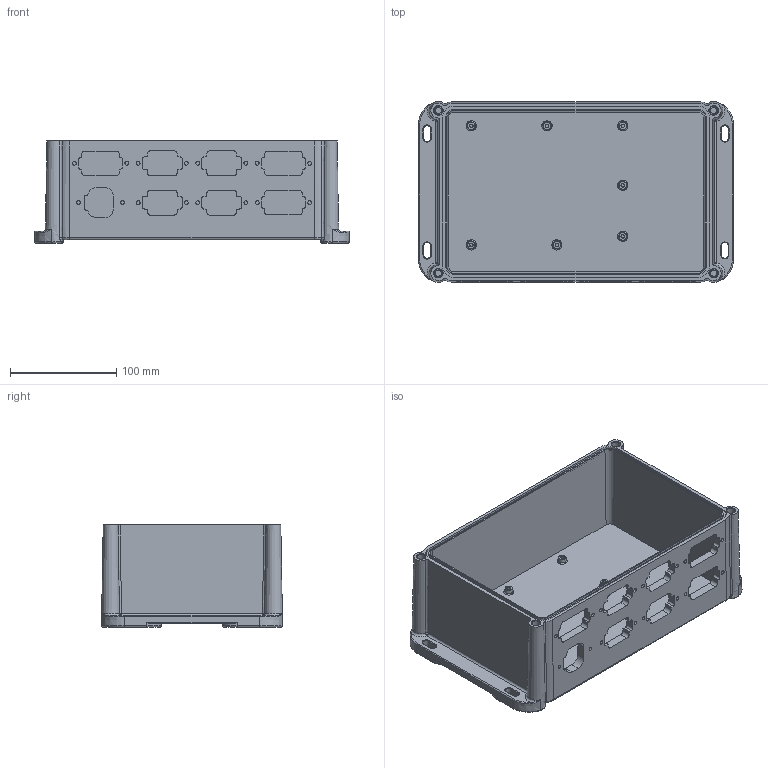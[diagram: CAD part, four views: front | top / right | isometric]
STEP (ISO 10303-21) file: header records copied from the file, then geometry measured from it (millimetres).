
FILE_DESCRIPTION( ( 'Unknown' ), '1' );
FILE_NAME( 'Plus-Gehäuse-Guss.stp', 'Unknown', ( 'Unknown' ), ( 'Unknown' ), 'XStep 1.0', 'Unknown', ' ' );
FILE_SCHEMA( ( 'CONFIG_CONTROL_DESIGN' ) );
Length unit declared in the file: millimetre
Products named in the file (1): 1
Bounding box: 296.35 x 170.33 x 96 mm (x, y, z)
Volume: 959281.4 mm3; surface area: 254858.4 mm2
Topology: 1 solids, 1 shells, 445 faces, 1190 edges, 764 vertices
Faces by surface type: cylinder 165, plane 157, torus 51, cone 48, bspline 20, sphere 4
Full cylindrical faces by diameter (mm): 3 x7, 3.5 x16, 6 x4, 8 x4
Entity records: 16660 total; most frequent: CARTESIAN_POINT 5674, DIRECTION 2374, ORIENTED_EDGE 2176, EDGE_CURVE 1088, AXIS2_PLACEMENT_3D 922, VERTEX_POINT 726, EDGE_LOOP 582, LINE 530
